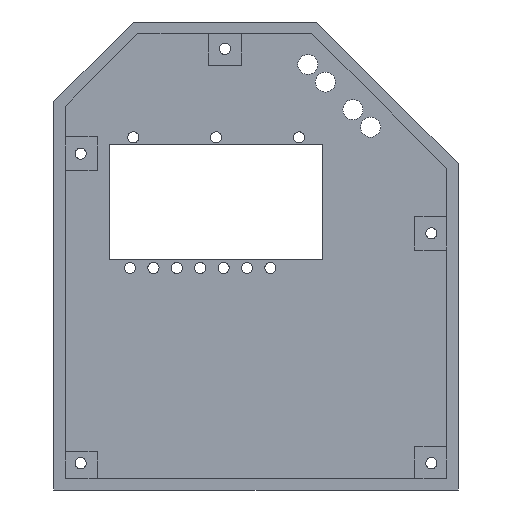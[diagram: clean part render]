
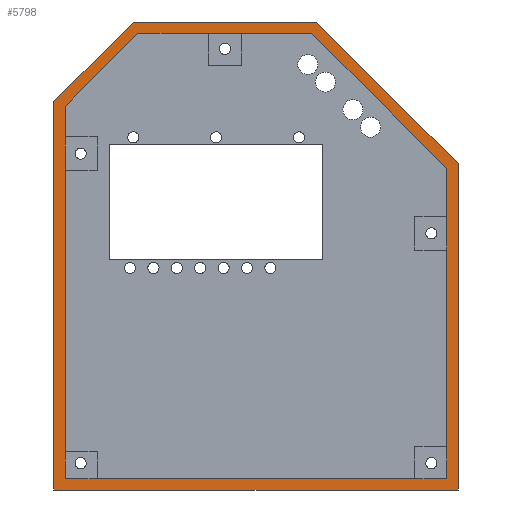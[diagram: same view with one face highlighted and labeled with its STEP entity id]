
A CAD part, left-side view. The second image highlights one B-rep face of the part: STEP entity #5798.
In plain terms, the highlighted planar face has unit normal (-1, 0, 0).
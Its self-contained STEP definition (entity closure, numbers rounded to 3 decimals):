
#184=FACE_BOUND('',#973,.T.);
#269=PLANE('',#6010);
#599=FACE_OUTER_BOUND('',#972,.T.);
#972=EDGE_LOOP('',(#5283,#5284,#5285,#5286,#5287,#5288));
#973=EDGE_LOOP('',(#5289,#5290,#5291,#5292,#5293,#5294));
#1224=LINE('',#10649,#1616);
#1227=LINE('',#10654,#1619);
#1229=LINE('',#10658,#1621);
#1349=LINE('',#11012,#1741);
#1352=LINE('',#11017,#1744);
#1354=LINE('',#11021,#1746);
#1356=LINE('',#11025,#1748);
#1358=LINE('',#11029,#1750);
#1360=LINE('',#11032,#1752);
#1362=LINE('',#11036,#1754);
#1364=LINE('',#11040,#1756);
#1365=LINE('',#11042,#1757);
#1616=VECTOR('',#6387,10.);
#1619=VECTOR('',#6392,10.);
#1621=VECTOR('',#6396,10.);
#1741=VECTOR('',#6766,10.);
#1744=VECTOR('',#6771,10.);
#1746=VECTOR('',#6775,10.);
#1748=VECTOR('',#6779,10.);
#1750=VECTOR('',#6783,10.);
#1752=VECTOR('',#6787,10.);
#1754=VECTOR('',#6791,10.);
#1756=VECTOR('',#6795,10.);
#1757=VECTOR('',#6798,10.);
#2608=VERTEX_POINT('',#10646);
#2609=VERTEX_POINT('',#10648);
#2610=VERTEX_POINT('',#10652);
#2611=VERTEX_POINT('',#10656);
#2710=VERTEX_POINT('',#11010);
#2711=VERTEX_POINT('',#11011);
#2712=VERTEX_POINT('',#11016);
#2713=VERTEX_POINT('',#11020);
#2714=VERTEX_POINT('',#11024);
#2715=VERTEX_POINT('',#11028);
#2716=VERTEX_POINT('',#11034);
#2717=VERTEX_POINT('',#11038);
#3384=EDGE_CURVE('',#2608,#2609,#1224,.T.);
#3387=EDGE_CURVE('',#2610,#2608,#1227,.T.);
#3389=EDGE_CURVE('',#2611,#2610,#1229,.T.);
#3560=EDGE_CURVE('',#2710,#2711,#1349,.T.);
#3563=EDGE_CURVE('',#2711,#2712,#1352,.T.);
#3565=EDGE_CURVE('',#2712,#2713,#1354,.T.);
#3567=EDGE_CURVE('',#2713,#2714,#1356,.T.);
#3569=EDGE_CURVE('',#2714,#2715,#1358,.T.);
#3571=EDGE_CURVE('',#2715,#2710,#1360,.T.);
#3573=EDGE_CURVE('',#2716,#2611,#1362,.T.);
#3575=EDGE_CURVE('',#2717,#2716,#1364,.T.);
#3576=EDGE_CURVE('',#2609,#2717,#1365,.T.);
#5283=ORIENTED_EDGE('',*,*,#3576,.F.);
#5284=ORIENTED_EDGE('',*,*,#3384,.F.);
#5285=ORIENTED_EDGE('',*,*,#3387,.F.);
#5286=ORIENTED_EDGE('',*,*,#3389,.F.);
#5287=ORIENTED_EDGE('',*,*,#3573,.F.);
#5288=ORIENTED_EDGE('',*,*,#3575,.F.);
#5289=ORIENTED_EDGE('',*,*,#3560,.T.);
#5290=ORIENTED_EDGE('',*,*,#3563,.T.);
#5291=ORIENTED_EDGE('',*,*,#3565,.T.);
#5292=ORIENTED_EDGE('',*,*,#3567,.T.);
#5293=ORIENTED_EDGE('',*,*,#3569,.T.);
#5294=ORIENTED_EDGE('',*,*,#3571,.T.);
#5798=ADVANCED_FACE('',(#599,#184),#269,.F.);
#6010=AXIS2_PLACEMENT_3D('',#11043,#6799,#6800);
#6387=DIRECTION('',(0.,-1.,0.));
#6392=DIRECTION('',(0.,-0.707,0.707));
#6396=DIRECTION('',(0.,0.,1.));
#6766=DIRECTION('',(0.,-0.707,-0.707));
#6771=DIRECTION('',(0.,0.,-1.));
#6775=DIRECTION('',(0.,1.,0.));
#6779=DIRECTION('',(0.,0.,1.));
#6783=DIRECTION('',(0.,-0.707,0.707));
#6787=DIRECTION('',(0.,-1.,0.));
#6791=DIRECTION('',(0.,1.,0.));
#6795=DIRECTION('',(0.,0.,-1.));
#6798=DIRECTION('',(0.,-0.707,-0.707));
#6799=DIRECTION('center_axis',(1.,0.,0.));
#6800=DIRECTION('ref_axis',(0.,1.,0.));
#10646=CARTESIAN_POINT('',(20.,-21.478,143.4));
#10648=CARTESIAN_POINT('',(20.,-78.982,143.4));
#10649=CARTESIAN_POINT('',(20.,-21.478,143.4));
#10652=CARTESIAN_POINT('',(20.,3.4,118.522));
#10654=CARTESIAN_POINT('',(20.,3.4,118.522));
#10656=CARTESIAN_POINT('',(20.,3.4,-3.4));
#10658=CARTESIAN_POINT('',(20.,3.4,-3.4));
#11010=CARTESIAN_POINT('',(20.,-77.491,139.8));
#11011=CARTESIAN_POINT('',(20.,-119.8,97.491));
#11012=CARTESIAN_POINT('',(20.,-111.723,105.568));
#11016=CARTESIAN_POINT('',(20.,-119.8,0.2));
#11017=CARTESIAN_POINT('',(20.,-119.8,35.1));
#11020=CARTESIAN_POINT('',(20.,-0.2,0.2));
#11021=CARTESIAN_POINT('',(20.,-30.1,0.2));
#11024=CARTESIAN_POINT('',(20.,-0.2,117.031));
#11025=CARTESIAN_POINT('',(20.,-0.2,93.515));
#11028=CARTESIAN_POINT('',(20.,-22.969,139.8));
#11029=CARTESIAN_POINT('',(20.,-14.777,131.608));
#11032=CARTESIAN_POINT('',(20.,-68.745,139.8));
#11034=CARTESIAN_POINT('',(20.,-123.4,-3.4));
#11036=CARTESIAN_POINT('',(20.,-123.4,-3.4));
#11038=CARTESIAN_POINT('',(20.,-123.4,98.982));
#11040=CARTESIAN_POINT('',(20.,-123.4,98.982));
#11042=CARTESIAN_POINT('',(20.,-78.982,143.4));
#11043=CARTESIAN_POINT('Origin',(20.,-60.,70.));
